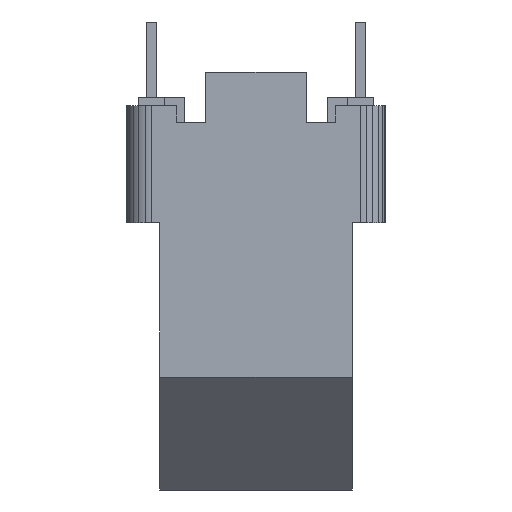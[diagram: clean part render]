
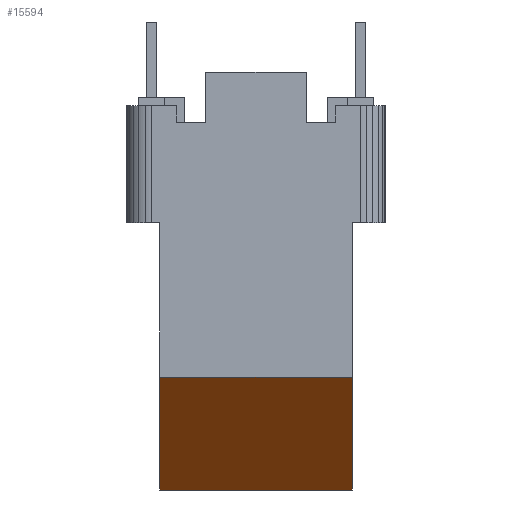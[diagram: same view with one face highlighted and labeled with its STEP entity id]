
A CAD part, front view. The second image highlights one B-rep face of the part: STEP entity #15594.
In plain terms, the highlighted planar face has unit normal (0, -0.707, -0.707).
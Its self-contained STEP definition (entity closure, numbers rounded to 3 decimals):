
#67 = PLANE('',#68);
#68 = AXIS2_PLACEMENT_3D('',#69,#70,#71);
#69 = CARTESIAN_POINT('',(11.5,8.,16.));
#70 = DIRECTION('',(1.,0.,0.));
#71 = DIRECTION('',(0.,0.,1.));
#477 = VERTEX_POINT('',#478);
#478 = CARTESIAN_POINT('',(11.5,0.,6.75));
#492 = PLANE('',#493);
#493 = AXIS2_PLACEMENT_3D('',#494,#495,#496);
#494 = CARTESIAN_POINT('',(11.5,0.,6.75));
#495 = DIRECTION('',(0.,-1.,0.));
#496 = DIRECTION('',(0.,0.,-1.));
#504 = EDGE_CURVE('',#477,#505,#507,.T.);
#505 = VERTEX_POINT('',#506);
#506 = CARTESIAN_POINT('',(11.5,6.75,0.));
#507 = SURFACE_CURVE('',#508,(#512,#519),.PCURVE_S1.);
#508 = LINE('',#509,#510);
#509 = CARTESIAN_POINT('',(11.5,0.,6.75));
#510 = VECTOR('',#511,1.);
#511 = DIRECTION('',(0.,0.707,-0.707));
#512 = PCURVE('',#67,#513);
#513 = DEFINITIONAL_REPRESENTATION('',(#514),#518);
#514 = LINE('',#515,#516);
#515 = CARTESIAN_POINT('',(-9.25,8.));
#516 = VECTOR('',#517,1.);
#517 = DIRECTION('',(-0.707,-0.707));
#518 = ( GEOMETRIC_REPRESENTATION_CONTEXT(2) 
PARAMETRIC_REPRESENTATION_CONTEXT() REPRESENTATION_CONTEXT('2D SPACE',''
  ) );
#519 = PCURVE('',#520,#525);
#520 = PLANE('',#521);
#521 = AXIS2_PLACEMENT_3D('',#522,#523,#524);
#522 = CARTESIAN_POINT('',(0.,6.75,0.));
#523 = DIRECTION('',(0.,-0.707,
    -0.707));
#524 = DIRECTION('',(0.,0.707,-0.707));
#525 = DEFINITIONAL_REPRESENTATION('',(#526),#530);
#526 = LINE('',#527,#528);
#527 = CARTESIAN_POINT('',(-9.546,11.5));
#528 = VECTOR('',#529,1.);
#529 = DIRECTION('',(1.,0.));
#530 = ( GEOMETRIC_REPRESENTATION_CONTEXT(2) 
PARAMETRIC_REPRESENTATION_CONTEXT() REPRESENTATION_CONTEXT('2D SPACE',''
  ) );
#548 = PLANE('',#549);
#549 = AXIS2_PLACEMENT_3D('',#550,#551,#552);
#550 = CARTESIAN_POINT('',(0.,6.75,0.));
#551 = DIRECTION('',(0.,0.,-1.));
#552 = DIRECTION('',(-1.,0.,0.));
#7323 = PLANE('',#7324);
#7324 = AXIS2_PLACEMENT_3D('',#7325,#7326,#7327);
#7325 = CARTESIAN_POINT('',(0.,0.,
    16.));
#7326 = DIRECTION('',(-1.,0.,0.));
#7327 = DIRECTION('',(0.,-1.,0.));
#14612 = VERTEX_POINT('',#14613);
#14613 = CARTESIAN_POINT('',(0.,0.,6.75));
#14634 = EDGE_CURVE('',#477,#14612,#14635,.T.);
#14635 = SURFACE_CURVE('',#14636,(#14640,#14647),.PCURVE_S1.);
#14636 = LINE('',#14637,#14638);
#14637 = CARTESIAN_POINT('',(11.5,0.,6.75));
#14638 = VECTOR('',#14639,1.);
#14639 = DIRECTION('',(-1.,0.,0.));
#14640 = PCURVE('',#492,#14641);
#14641 = DEFINITIONAL_REPRESENTATION('',(#14642),#14646);
#14642 = LINE('',#14643,#14644);
#14643 = CARTESIAN_POINT('',(0.,0.));
#14644 = VECTOR('',#14645,1.);
#14645 = DIRECTION('',(0.,-1.));
#14646 = ( GEOMETRIC_REPRESENTATION_CONTEXT(2) 
PARAMETRIC_REPRESENTATION_CONTEXT() REPRESENTATION_CONTEXT('2D SPACE',''
  ) );
#14647 = PCURVE('',#520,#14648);
#14648 = DEFINITIONAL_REPRESENTATION('',(#14649),#14653);
#14649 = LINE('',#14650,#14651);
#14650 = CARTESIAN_POINT('',(-9.546,11.5));
#14651 = VECTOR('',#14652,1.);
#14652 = DIRECTION('',(0.,-1.));
#14653 = ( GEOMETRIC_REPRESENTATION_CONTEXT(2) 
PARAMETRIC_REPRESENTATION_CONTEXT() REPRESENTATION_CONTEXT('2D SPACE',''
  ) );
#15594 = ADVANCED_FACE('',(#15595),#520,.T.);
#15595 = FACE_BOUND('',#15596,.T.);
#15596 = EDGE_LOOP('',(#15597,#15620,#15621,#15622));
#15597 = ORIENTED_EDGE('',*,*,#15598,.F.);
#15598 = EDGE_CURVE('',#505,#15599,#15601,.T.);
#15599 = VERTEX_POINT('',#15600);
#15600 = CARTESIAN_POINT('',(0.,6.75,0.));
#15601 = SURFACE_CURVE('',#15602,(#15606,#15613),.PCURVE_S1.);
#15602 = LINE('',#15603,#15604);
#15603 = CARTESIAN_POINT('',(11.5,6.75,0.));
#15604 = VECTOR('',#15605,1.);
#15605 = DIRECTION('',(-1.,0.,0.));
#15606 = PCURVE('',#520,#15607);
#15607 = DEFINITIONAL_REPRESENTATION('',(#15608),#15612);
#15608 = LINE('',#15609,#15610);
#15609 = CARTESIAN_POINT('',(0.,11.5));
#15610 = VECTOR('',#15611,1.);
#15611 = DIRECTION('',(0.,-1.));
#15612 = ( GEOMETRIC_REPRESENTATION_CONTEXT(2) 
PARAMETRIC_REPRESENTATION_CONTEXT() REPRESENTATION_CONTEXT('2D SPACE',''
  ) );
#15613 = PCURVE('',#548,#15614);
#15614 = DEFINITIONAL_REPRESENTATION('',(#15615),#15619);
#15615 = LINE('',#15616,#15617);
#15616 = CARTESIAN_POINT('',(-11.5,0.));
#15617 = VECTOR('',#15618,1.);
#15618 = DIRECTION('',(1.,0.));
#15619 = ( GEOMETRIC_REPRESENTATION_CONTEXT(2) 
PARAMETRIC_REPRESENTATION_CONTEXT() REPRESENTATION_CONTEXT('2D SPACE',''
  ) );
#15620 = ORIENTED_EDGE('',*,*,#504,.F.);
#15621 = ORIENTED_EDGE('',*,*,#14634,.T.);
#15622 = ORIENTED_EDGE('',*,*,#15623,.T.);
#15623 = EDGE_CURVE('',#14612,#15599,#15624,.T.);
#15624 = SURFACE_CURVE('',#15625,(#15629,#15636),.PCURVE_S1.);
#15625 = LINE('',#15626,#15627);
#15626 = CARTESIAN_POINT('',(0.,0.,6.75));
#15627 = VECTOR('',#15628,1.);
#15628 = DIRECTION('',(0.,0.707,-0.707));
#15629 = PCURVE('',#520,#15630);
#15630 = DEFINITIONAL_REPRESENTATION('',(#15631),#15635);
#15631 = LINE('',#15632,#15633);
#15632 = CARTESIAN_POINT('',(-9.546,0.));
#15633 = VECTOR('',#15634,1.);
#15634 = DIRECTION('',(1.,0.));
#15635 = ( GEOMETRIC_REPRESENTATION_CONTEXT(2) 
PARAMETRIC_REPRESENTATION_CONTEXT() REPRESENTATION_CONTEXT('2D SPACE',''
  ) );
#15636 = PCURVE('',#7323,#15637);
#15637 = DEFINITIONAL_REPRESENTATION('',(#15638),#15642);
#15638 = LINE('',#15639,#15640);
#15639 = CARTESIAN_POINT('',(0.,-9.25));
#15640 = VECTOR('',#15641,1.);
#15641 = DIRECTION('',(-0.707,-0.707));
#15642 = ( GEOMETRIC_REPRESENTATION_CONTEXT(2) 
PARAMETRIC_REPRESENTATION_CONTEXT() REPRESENTATION_CONTEXT('2D SPACE',''
  ) );
